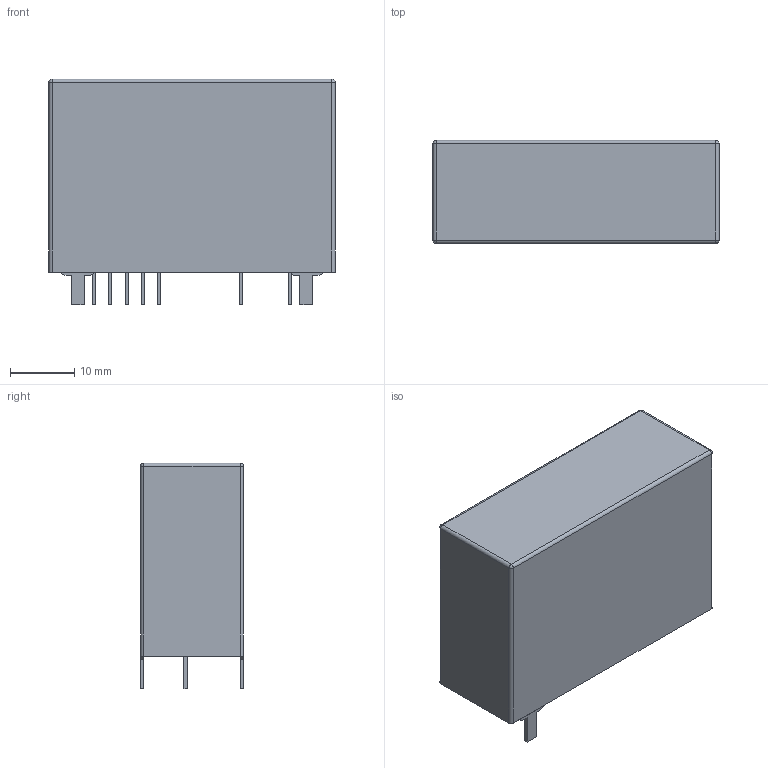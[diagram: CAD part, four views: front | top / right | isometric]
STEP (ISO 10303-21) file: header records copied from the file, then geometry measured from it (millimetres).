
FILE_DESCRIPTION((''),'2;1');
FILE_NAME('PWS_BELLNIX_OHV12-1.0K1500N.stp','2013-10-31T09:10:49',(''),(''),'Mechanical Desktop 2011','Mechanical Desktop 2011',', , ');
FILE_SCHEMA(('AUTOMOTIVE_DESIGN { 1 2 10303 214 1 1 1 1 }'));
Length unit declared in the file: millimetre
Products named in the file (1): Product
Bounding box: 44.5 x 16 x 35.1 mm (x, y, z)
Volume: 21302.4 mm3; surface area: 6484 mm2
Topology: 11 solids, 11 shells, 91 faces, 196 edges, 124 vertices
Faces by surface type: plane 79, cylinder 8, sphere 4
Entity records: 2435 total; most frequent: CARTESIAN_POINT 408, DIRECTION 392, ORIENTED_EDGE 384, EDGE_CURVE 192, VECTOR 176, LINE 176, VERTEX_POINT 124, AXIS2_PLACEMENT_3D 108
